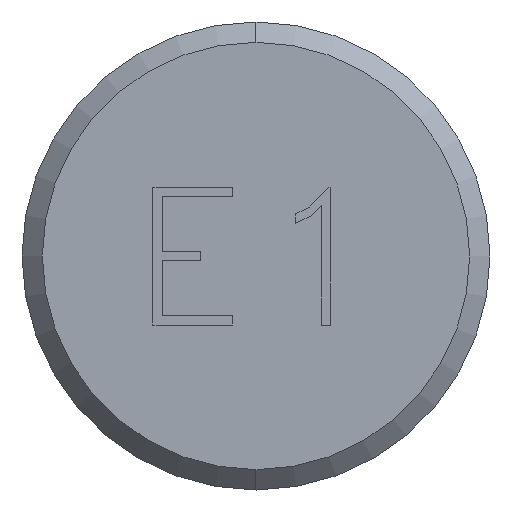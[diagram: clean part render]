
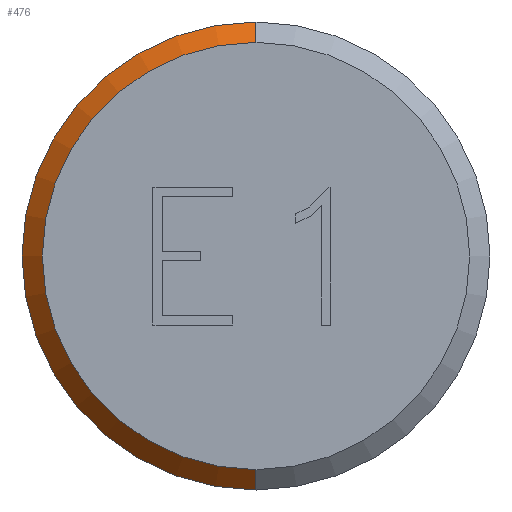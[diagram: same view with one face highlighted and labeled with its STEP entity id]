
A CAD part, left-side view. The second image highlights one B-rep face of the part: STEP entity #476.
In plain terms, the highlighted conical face has half-angle 45 degrees and reference radius 7.75 mm.
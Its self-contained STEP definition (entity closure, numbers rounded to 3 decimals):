
#51 = DIRECTION ( 'NONE',  ( 0., 0., -1. ) ) ;
#182 = FACE_OUTER_BOUND ( 'NONE', #949, .T. ) ;
#328 = ORIENTED_EDGE ( 'NONE', *, *, #1382, .F. ) ;
#380 = EDGE_CURVE ( 'NONE', #2760, #1150, #1627, .T. ) ;
#414 = CARTESIAN_POINT ( 'NONE',  ( 0.675, 0., -7.75 ) ) ;
#476 = ADVANCED_FACE ( 'NONE', ( #182 ), #3145, .T. ) ;
#532 = VECTOR ( 'NONE', #2887, 1000. ) ;
#785 = LINE ( 'NONE', #2573, #532 ) ;
#797 = CARTESIAN_POINT ( 'NONE',  ( 0., 0., 0. ) ) ;
#843 = ORIENTED_EDGE ( 'NONE', *, *, #1043, .F. ) ;
#913 = ORIENTED_EDGE ( 'NONE', *, *, #1655, .T. ) ;
#937 = CARTESIAN_POINT ( 'NONE',  ( 0.675, 0., 7.75 ) ) ;
#949 = EDGE_LOOP ( 'NONE', ( #913, #2241, #328, #843 ) ) ;
#1043 = EDGE_CURVE ( 'NONE', #3323, #2215, #785, .T. ) ;
#1055 = CIRCLE ( 'NONE', #2338, 7.75 ) ;
#1150 = VERTEX_POINT ( 'NONE', #937 ) ;
#1194 = CARTESIAN_POINT ( 'NONE',  ( 0.675, 0., 0. ) ) ;
#1360 = DIRECTION ( 'NONE',  ( 1., 0., 0. ) ) ;
#1382 = EDGE_CURVE ( 'NONE', #2215, #1150, #1055, .T. ) ;
#1432 = CARTESIAN_POINT ( 'NONE',  ( 0., 0., 7.075 ) ) ;
#1499 = AXIS2_PLACEMENT_3D ( 'NONE', #1194, #2783, #1743 ) ;
#1627 = LINE ( 'NONE', #2699, #2249 ) ;
#1655 = EDGE_CURVE ( 'NONE', #3323, #2760, #2909, .T. ) ;
#1743 = DIRECTION ( 'NONE',  ( 0., 0., -1. ) ) ;
#1815 = DIRECTION ( 'NONE',  ( 1., 0., 0. ) ) ;
#2090 = CARTESIAN_POINT ( 'NONE',  ( 0., 0., -7.075 ) ) ;
#2138 = DIRECTION ( 'NONE',  ( 0.707, 0., 0.707 ) ) ;
#2215 = VERTEX_POINT ( 'NONE', #414 ) ;
#2241 = ORIENTED_EDGE ( 'NONE', *, *, #380, .T. ) ;
#2249 = VECTOR ( 'NONE', #2138, 1000. ) ;
#2293 = AXIS2_PLACEMENT_3D ( 'NONE', #797, #1815, #51 ) ;
#2338 = AXIS2_PLACEMENT_3D ( 'NONE', #2969, #1360, #2437 ) ;
#2437 = DIRECTION ( 'NONE',  ( 0., 0., -1. ) ) ;
#2573 = CARTESIAN_POINT ( 'NONE',  ( 0.675, 0., -7.75 ) ) ;
#2699 = CARTESIAN_POINT ( 'NONE',  ( 0.675, 0., 7.75 ) ) ;
#2760 = VERTEX_POINT ( 'NONE', #1432 ) ;
#2783 = DIRECTION ( 'NONE',  ( 1., 0., 0. ) ) ;
#2887 = DIRECTION ( 'NONE',  ( 0.707, 0., -0.707 ) ) ;
#2909 = CIRCLE ( 'NONE', #2293, 7.075 ) ;
#2969 = CARTESIAN_POINT ( 'NONE',  ( 0.675, 0., 0. ) ) ;
#3145 = CONICAL_SURFACE ( 'NONE', #1499, 7.75, 0.785 ) ;
#3323 = VERTEX_POINT ( 'NONE', #2090 ) ;
